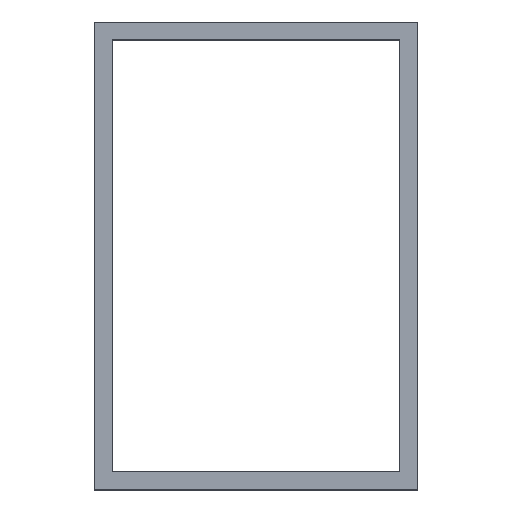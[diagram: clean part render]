
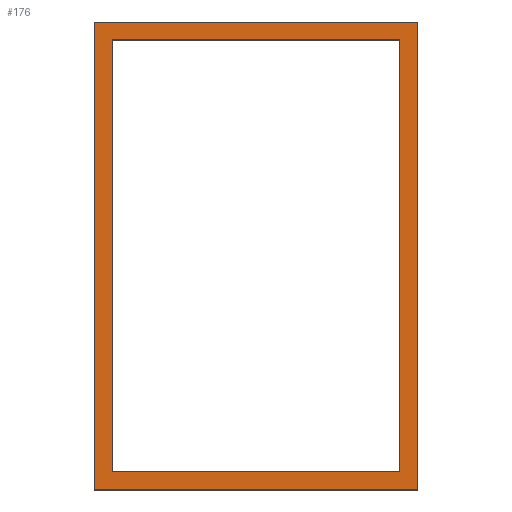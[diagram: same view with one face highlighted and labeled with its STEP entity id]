
A CAD part, top view. The second image highlights one B-rep face of the part: STEP entity #176.
In plain terms, the highlighted planar face has unit normal (0, 0, 1).
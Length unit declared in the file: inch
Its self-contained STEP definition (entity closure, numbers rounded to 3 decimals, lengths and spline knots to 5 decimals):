
#7 = EDGE_CURVE ( 'NONE', #20, #330, #375, .T. ) ;
#10 = AXIS2_PLACEMENT_3D ( 'NONE', #197, #48, #195 ) ;
#11 = VECTOR ( 'NONE', #313, 39.37008 ) ;
#13 = VERTEX_POINT ( 'NONE', #190 ) ;
#18 = CARTESIAN_POINT ( 'NONE',  ( 0., 0., 2.5 ) ) ;
#19 = EDGE_CURVE ( 'NONE', #330, #219, #335, .T. ) ;
#20 = VERTEX_POINT ( 'NONE', #365 ) ;
#23 = LINE ( 'NONE', #199, #255 ) ;
#39 = ORIENTED_EDGE ( 'NONE', *, *, #277, .F. ) ;
#41 = VERTEX_POINT ( 'NONE', #250 ) ;
#43 = CARTESIAN_POINT ( 'NONE',  ( 5., 125., 2.5 ) ) ;
#48 = DIRECTION ( 'NONE',  ( 0., 0., -1. ) ) ;
#56 = CARTESIAN_POINT ( 'NONE',  ( 0., 0., 2.5 ) ) ;
#80 = CARTESIAN_POINT ( 'NONE',  ( 5., 5., 2.5 ) ) ;
#95 = VECTOR ( 'NONE', #189, 39.37008 ) ;
#99 = LINE ( 'NONE', #56, #169 ) ;
#100 = DIRECTION ( 'NONE',  ( -1., 0., 0. ) ) ;
#102 = DIRECTION ( 'NONE',  ( 0., -1., 0. ) ) ;
#105 = LINE ( 'NONE', #141, #155 ) ;
#108 = CARTESIAN_POINT ( 'NONE',  ( 0., 130., 2.5 ) ) ;
#114 = CARTESIAN_POINT ( 'NONE',  ( 85., 125., 2.5 ) ) ;
#115 = LINE ( 'NONE', #221, #11 ) ;
#120 = VERTEX_POINT ( 'NONE', #193 ) ;
#121 = LINE ( 'NONE', #18, #318 ) ;
#129 = DIRECTION ( 'NONE',  ( 0., 1., 0. ) ) ;
#141 = CARTESIAN_POINT ( 'NONE',  ( 90., 0., 2.5 ) ) ;
#142 = VECTOR ( 'NONE', #102, 39.37008 ) ;
#152 = ORIENTED_EDGE ( 'NONE', *, *, #320, .T. ) ;
#155 = VECTOR ( 'NONE', #204, 39.37008 ) ;
#156 = ORIENTED_EDGE ( 'NONE', *, *, #19, .F. ) ;
#169 = VECTOR ( 'NONE', #355, 39.37008 ) ;
#175 = EDGE_CURVE ( 'NONE', #299, #41, #121, .T. ) ;
#176 = ADVANCED_FACE ( 'NONE', ( #284, #205 ), #370, .F. ) ;
#189 = DIRECTION ( 'NONE',  ( -1., 0., 0. ) ) ;
#190 = CARTESIAN_POINT ( 'NONE',  ( 90., 130., 2.5 ) ) ;
#193 = CARTESIAN_POINT ( 'NONE',  ( 90., 0., 2.5 ) ) ;
#195 = DIRECTION ( 'NONE',  ( -1., 0., 0. ) ) ;
#197 = CARTESIAN_POINT ( 'NONE',  ( 0., 0., 2.5 ) ) ;
#198 = EDGE_CURVE ( 'NONE', #219, #352, #242, .T. ) ;
#199 = CARTESIAN_POINT ( 'NONE',  ( 0., 130., 2.5 ) ) ;
#204 = DIRECTION ( 'NONE',  ( 0., 1., 0. ) ) ;
#205 = FACE_BOUND ( 'NONE', #260, .T. ) ;
#217 = CARTESIAN_POINT ( 'NONE',  ( 5., 125., 2.5 ) ) ;
#219 = VERTEX_POINT ( 'NONE', #217 ) ;
#221 = CARTESIAN_POINT ( 'NONE',  ( 5., 5., 2.5 ) ) ;
#229 = VECTOR ( 'NONE', #129, 39.37008 ) ;
#231 = ORIENTED_EDGE ( 'NONE', *, *, #198, .F. ) ;
#237 = ORIENTED_EDGE ( 'NONE', *, *, #253, .T. ) ;
#242 = LINE ( 'NONE', #344, #142 ) ;
#250 = CARTESIAN_POINT ( 'NONE',  ( 0., 0., 2.5 ) ) ;
#252 = ORIENTED_EDGE ( 'NONE', *, *, #374, .T. ) ;
#253 = EDGE_CURVE ( 'NONE', #13, #299, #23, .T. ) ;
#255 = VECTOR ( 'NONE', #100, 39.37008 ) ;
#260 = EDGE_LOOP ( 'NONE', ( #231, #156, #297, #39 ) ) ;
#277 = EDGE_CURVE ( 'NONE', #352, #20, #115, .T. ) ;
#281 = ORIENTED_EDGE ( 'NONE', *, *, #175, .T. ) ;
#284 = FACE_OUTER_BOUND ( 'NONE', #334, .T. ) ;
#297 = ORIENTED_EDGE ( 'NONE', *, *, #7, .F. ) ;
#299 = VERTEX_POINT ( 'NONE', #108 ) ;
#313 = DIRECTION ( 'NONE',  ( 1., 0., 0. ) ) ;
#318 = VECTOR ( 'NONE', #336, 39.37008 ) ;
#320 = EDGE_CURVE ( 'NONE', #41, #120, #99, .T. ) ;
#330 = VERTEX_POINT ( 'NONE', #114 ) ;
#334 = EDGE_LOOP ( 'NONE', ( #281, #152, #252, #237 ) ) ;
#335 = LINE ( 'NONE', #43, #95 ) ;
#336 = DIRECTION ( 'NONE',  ( 0., -1., 0. ) ) ;
#344 = CARTESIAN_POINT ( 'NONE',  ( 5., 125., 2.5 ) ) ;
#352 = VERTEX_POINT ( 'NONE', #80 ) ;
#355 = DIRECTION ( 'NONE',  ( 1., 0., 0. ) ) ;
#365 = CARTESIAN_POINT ( 'NONE',  ( 85., 5., 2.5 ) ) ;
#369 = CARTESIAN_POINT ( 'NONE',  ( 85., 125., 2.5 ) ) ;
#370 = PLANE ( 'NONE',  #10 ) ;
#374 = EDGE_CURVE ( 'NONE', #120, #13, #105, .T. ) ;
#375 = LINE ( 'NONE', #369, #229 ) ;
